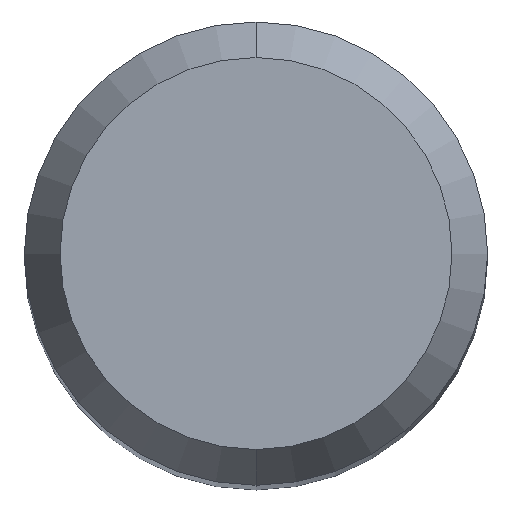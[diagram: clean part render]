
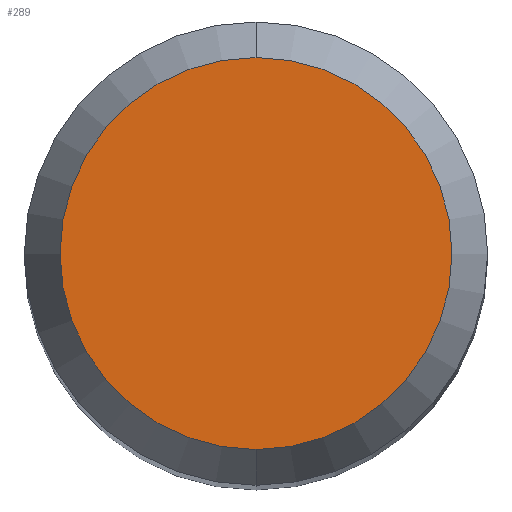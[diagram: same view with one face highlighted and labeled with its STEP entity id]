
A CAD part, top view. The second image highlights one B-rep face of the part: STEP entity #289.
In plain terms, the highlighted planar face has unit normal (0, 0, 1).
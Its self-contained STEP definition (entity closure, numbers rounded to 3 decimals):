
#191=EDGE_CURVE('',#235,#307,#484,.T.);
#235=VERTEX_POINT('',#533);
#279=EDGE_CURVE('',#307,#235,#584,.T.);
#289=ADVANCED_FACE('',(#594),#595,.T.);
#307=VERTEX_POINT('',#614);
#484=CIRCLE('',#822,2.538);
#533=CARTESIAN_POINT('',(0.0,2.538,0.0));
#584=CIRCLE('',#991,2.538);
#594=FACE_OUTER_BOUND('',#1028,.T.);
#595=PLANE('',#1029);
#614=CARTESIAN_POINT('',(0.,-2.538,0.0));
#822=AXIS2_PLACEMENT_3D('',#1396,#1397,#1398);
#991=AXIS2_PLACEMENT_3D('',#1534,#1535,#1536);
#1028=EDGE_LOOP('',(#1538,#1539));
#1029=AXIS2_PLACEMENT_3D('',#1540,#1541,#1542);
#1396=CARTESIAN_POINT('',(0.0,0.0,0.0));
#1397=DIRECTION('',(0.0,0.0,-1.0));
#1398=DIRECTION('',(0.0,1.0,0.0));
#1534=CARTESIAN_POINT('',(0.0,0.0,0.0));
#1535=DIRECTION('',(0.0,0.0,-1.0));
#1536=DIRECTION('',(0.0,1.0,0.0));
#1538=ORIENTED_EDGE('',*,*,#191,.F.);
#1539=ORIENTED_EDGE('',*,*,#279,.F.);
#1540=CARTESIAN_POINT('',(0.0,1.269,0.0));
#1541=DIRECTION('',(-0.0,0.0,1.0));
#1542=DIRECTION('',(0.0,-1.0,0.0));
